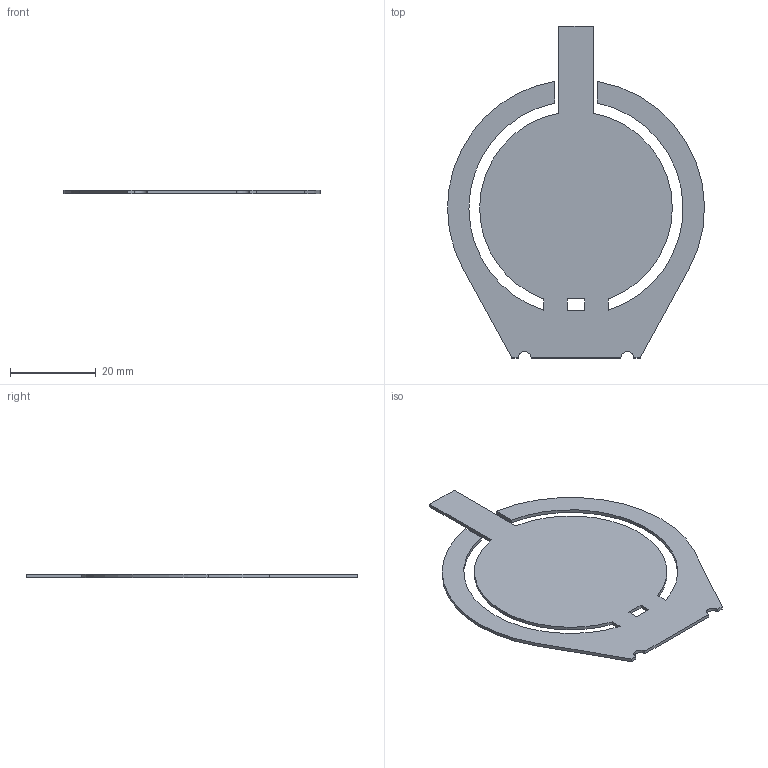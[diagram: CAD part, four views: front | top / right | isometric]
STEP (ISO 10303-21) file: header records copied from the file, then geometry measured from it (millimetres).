
FILE_DESCRIPTION (( 'STEP AP203' ), '1' );
FILE_NAME ('dieletrico_haste_3.STEP', '2024-02-07T19:25:16', ( '' ), ( '' ), 'SwSTEP 2.0', 'SolidWorks 2024', '' );
FILE_SCHEMA (( 'CONFIG_CONTROL_DESIGN' ));
Length unit declared in the file: centimetre
Products named in the file (1): dieletrico_haste_3
Bounding box: 60 x 77.5 x 0.75 mm (x, y, z)
Volume: 2151.9 mm3; surface area: 6098.9 mm2
Topology: 1 solids, 1 shells, 29 faces, 81 edges, 54 vertices
Faces by surface type: plane 18, cylinder 11
Entity records: 1018 total; most frequent: CARTESIAN_POINT 165, DIRECTION 163, ORIENTED_EDGE 162, EDGE_CURVE 81, LINE 59, VECTOR 59, VERTEX_POINT 54, AXIS2_PLACEMENT_3D 52
